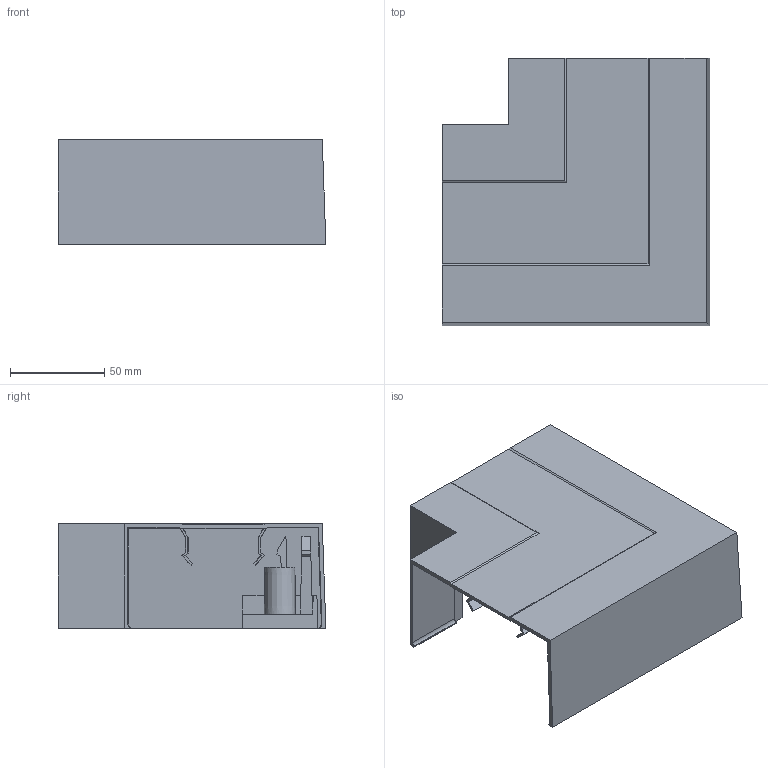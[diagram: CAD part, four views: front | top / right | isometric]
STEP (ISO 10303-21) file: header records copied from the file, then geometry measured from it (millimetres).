
FILE_DESCRIPTION (( 'STEP AP214' ), '1' );
FILE_NAME ('6113093.STEP', '2025-02-17T14:30:38', ( '' ), ( '' ), 'SwSTEP 2.0', 'SolidWorks 2024', '' );
FILE_SCHEMA (( 'AUTOMOTIVE_DESIGN' ));
Length unit declared in the file: millimetre
Products named in the file (3): 070042_Standard; 6113093; 070041_Standard
Assembly tree (2 placements, depth 2):
  6113093
    070042_Standard
    070041_Standard
Bounding box: 141.94 x 141.94 x 55.5 mm (x, y, z)
Volume: 91565.8 mm3; surface area: 90961.6 mm2
Topology: 2 solids, 2 shells, 164 faces, 484 edges, 322 vertices
Faces by surface type: plane 149, cone 11, cylinder 4
Entity records: 5486 total; most frequent: CARTESIAN_POINT 1035, ORIENTED_EDGE 968, DIRECTION 828, EDGE_CURVE 484, LINE 438, VECTOR 438, VERTEX_POINT 322, AXIS2_PLACEMENT_3D 195
